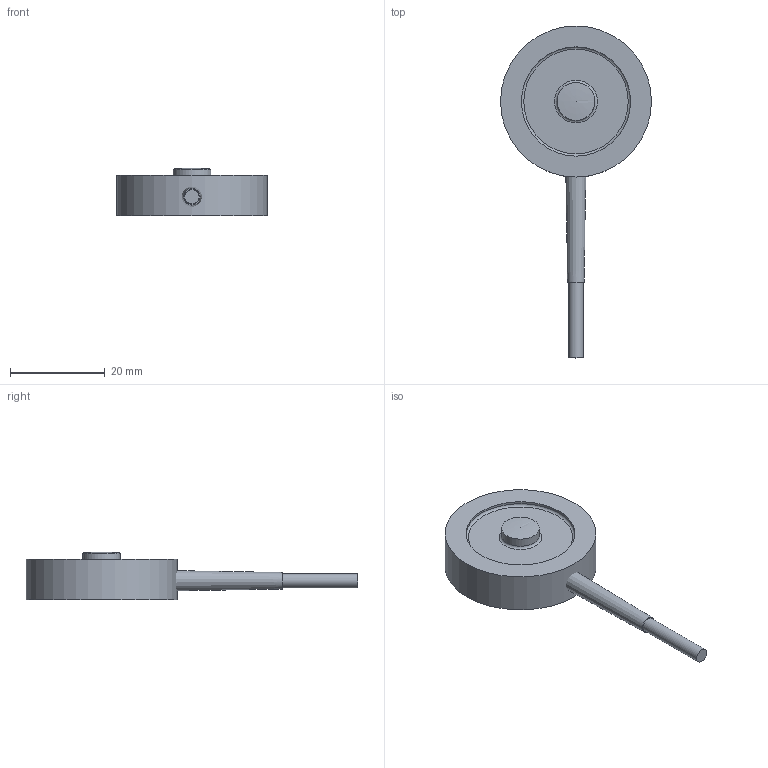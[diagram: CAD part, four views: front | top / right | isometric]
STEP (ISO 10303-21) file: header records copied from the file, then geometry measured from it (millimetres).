
FILE_DESCRIPTION( ( 'Unknown' ), '1' );
FILE_NAME( 'K-13_0_01-10kN.stp', 'Unknown', ( 'Unknown' ), ( 'Unknown' ), 'PSStep 17.0.49', 'Unknown', ' ' );
FILE_SCHEMA( ( 'AUTOMOTIVE_DESIGN { 1 0 10303 214 1 1 1 1 }' ) );
Length unit declared in the file: millimetre
Products named in the file (4): Assem1; 1120-001_doc-00053420; 2552-003_doc-00016728; kabeldurchmesser 3_doc-00037959
Assembly tree (3 placements, depth 2):
  Assem1
    1120-001_doc-00053420
    2552-003_doc-00016728
    kabeldurchmesser 3_doc-00037959
Bounding box: 31.8 x 69.9 x 10 mm (x, y, z)
Volume: 6474 mm3; surface area: 3571.4 mm2
Topology: 3 solids, 3 shells, 24 faces, 48 edges, 32 vertices
Faces by surface type: cylinder 9, plane 8, cone 4, torus 2, bspline 1
Full cylindrical faces by diameter (mm): 2.013 x3, 3 x1, 3.2 x1, 8 x1, 23 x1, 23.5 x1, 31.8 x1
Entity records: 769 total; most frequent: CARTESIAN_POINT 103, DIRECTION 98, AXIS2_PLACEMENT_3D 49, EDGE_LOOP 44, ORIENTED_EDGE 44, FACE_OUTER_BOUND 35, VERTEX_POINT 26, STYLED_ITEM 24
